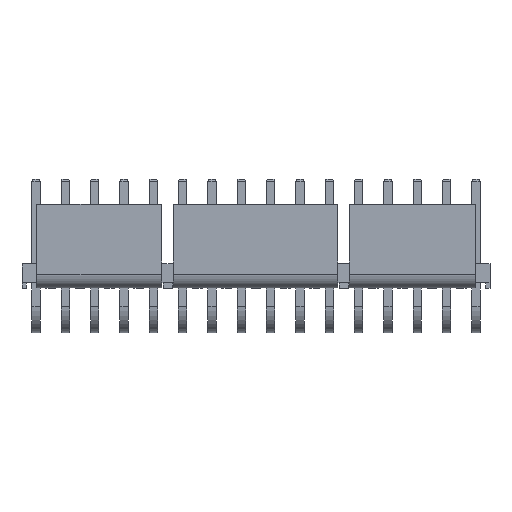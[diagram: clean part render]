
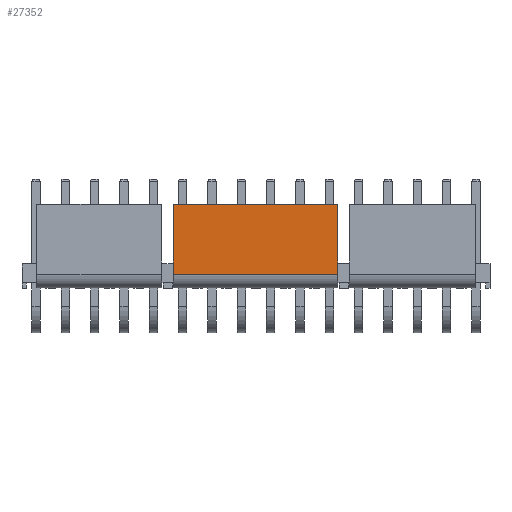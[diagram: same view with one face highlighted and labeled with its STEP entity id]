
A CAD part, top view. The second image highlights one B-rep face of the part: STEP entity #27352.
In plain terms, the highlighted planar face has unit normal (0, 0, 1).
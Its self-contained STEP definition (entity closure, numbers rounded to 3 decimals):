
#4204 = PLANE('',#4205);
#4205 = AXIS2_PLACEMENT_3D('',#4206,#4207,#4208);
#4206 = CARTESIAN_POINT('',(40.713,19.345,10.01));
#4207 = DIRECTION('',(-1.,0.,0.));
#4208 = DIRECTION('',(0.,-1.,0.));
#4818 = PLANE('',#4819);
#4819 = AXIS2_PLACEMENT_3D('',#4820,#4821,#4822);
#4820 = CARTESIAN_POINT('',(18.537,4.715,10.01));
#4821 = DIRECTION('',(1.,0.,0.));
#4822 = DIRECTION('',(0.,1.,0.));
#12911 = EDGE_CURVE('',#12912,#12914,#12916,.T.);
#12912 = VERTEX_POINT('',#12913);
#12913 = CARTESIAN_POINT('',(18.537,7.32,10.01));
#12914 = VERTEX_POINT('',#12915);
#12915 = CARTESIAN_POINT('',(18.537,16.74,10.01));
#12916 = SURFACE_CURVE('',#12917,(#12921,#12928),.PCURVE_S1.);
#12917 = LINE('',#12918,#12919);
#12918 = CARTESIAN_POINT('',(18.537,4.715,10.01));
#12919 = VECTOR('',#12920,1.);
#12920 = DIRECTION('',(0.,1.,0.));
#12921 = PCURVE('',#4818,#12922);
#12922 = DEFINITIONAL_REPRESENTATION('',(#12923),#12927);
#12923 = LINE('',#12924,#12925);
#12924 = CARTESIAN_POINT('',(0.,0.));
#12925 = VECTOR('',#12926,1.);
#12926 = DIRECTION('',(1.,0.));
#12927 = ( GEOMETRIC_REPRESENTATION_CONTEXT(2)
PARAMETRIC_REPRESENTATION_CONTEXT() REPRESENTATION_CONTEXT('2D SPACE',''
) );
#12928 = PCURVE('',#12929,#12934);
#12929 = PLANE('',#12930);
#12930 = AXIS2_PLACEMENT_3D('',#12931,#12932,#12933);
#12931 = CARTESIAN_POINT('',(61.305,16.74,10.01));
#12932 = DIRECTION('',(0.,0.,1.));
#12933 = DIRECTION('',(0.,-1.,0.));
#12934 = DEFINITIONAL_REPRESENTATION('',(#12935),#12939);
#12935 = LINE('',#12936,#12937);
#12936 = CARTESIAN_POINT('',(12.025,-42.768));
#12937 = VECTOR('',#12938,1.);
#12938 = DIRECTION('',(-1.,0.));
#12939 = ( GEOMETRIC_REPRESENTATION_CONTEXT(2)
PARAMETRIC_REPRESENTATION_CONTEXT() REPRESENTATION_CONTEXT('2D SPACE',''
) );
#12958 = CYLINDRICAL_SURFACE('',#12959,1.948);
#12959 = AXIS2_PLACEMENT_3D('',#12960,#12961,#12962);
#12960 = CARTESIAN_POINT('',(61.305,7.357,8.063));
#12961 = DIRECTION('',(1.,0.,0.));
#12962 = DIRECTION('',(0.,-0.019,
1.));
#13190 = PLANE('',#13191);
#13191 = AXIS2_PLACEMENT_3D('',#13192,#13193,#13194);
#13192 = CARTESIAN_POINT('',(61.305,16.74,9.24));
#13193 = DIRECTION('',(0.,1.,0.));
#13194 = DIRECTION('',(0.,0.,1.));
#14506 = EDGE_CURVE('',#14507,#14509,#14511,.T.);
#14507 = VERTEX_POINT('',#14508);
#14508 = CARTESIAN_POINT('',(40.713,16.74,10.01));
#14509 = VERTEX_POINT('',#14510);
#14510 = CARTESIAN_POINT('',(40.713,7.32,10.01));
#14511 = SURFACE_CURVE('',#14512,(#14516,#14523),.PCURVE_S1.);
#14512 = LINE('',#14513,#14514);
#14513 = CARTESIAN_POINT('',(40.713,19.345,10.01));
#14514 = VECTOR('',#14515,1.);
#14515 = DIRECTION('',(0.,-1.,0.));
#14516 = PCURVE('',#4204,#14517);
#14517 = DEFINITIONAL_REPRESENTATION('',(#14518),#14522);
#14518 = LINE('',#14519,#14520);
#14519 = CARTESIAN_POINT('',(0.,0.));
#14520 = VECTOR('',#14521,1.);
#14521 = DIRECTION('',(1.,0.));
#14522 = ( GEOMETRIC_REPRESENTATION_CONTEXT(2)
PARAMETRIC_REPRESENTATION_CONTEXT() REPRESENTATION_CONTEXT('2D SPACE',''
) );
#14523 = PCURVE('',#12929,#14524);
#14524 = DEFINITIONAL_REPRESENTATION('',(#14525),#14529);
#14525 = LINE('',#14526,#14527);
#14526 = CARTESIAN_POINT('',(-2.605,-20.592));
#14527 = VECTOR('',#14528,1.);
#14528 = DIRECTION('',(1.,0.));
#14529 = ( GEOMETRIC_REPRESENTATION_CONTEXT(2)
PARAMETRIC_REPRESENTATION_CONTEXT() REPRESENTATION_CONTEXT('2D SPACE',''
) );
#27352 = ADVANCED_FACE('',(#27353),#12929,.T.);
#27353 = FACE_BOUND('',#27354,.T.);
#27354 = EDGE_LOOP('',(#27355,#27356,#27377,#27378));
#27355 = ORIENTED_EDGE('',*,*,#14506,.F.);
#27356 = ORIENTED_EDGE('',*,*,#27357,.T.);
#27357 = EDGE_CURVE('',#14507,#12914,#27358,.T.);
#27358 = SURFACE_CURVE('',#27359,(#27363,#27370),.PCURVE_S1.);
#27359 = LINE('',#27360,#27361);
#27360 = CARTESIAN_POINT('',(61.305,16.74,10.01));
#27361 = VECTOR('',#27362,1.);
#27362 = DIRECTION('',(-1.,0.,0.));
#27363 = PCURVE('',#12929,#27364);
#27364 = DEFINITIONAL_REPRESENTATION('',(#27365),#27369);
#27365 = LINE('',#27366,#27367);
#27366 = CARTESIAN_POINT('',(0.,0.));
#27367 = VECTOR('',#27368,1.);
#27368 = DIRECTION('',(0.,-1.));
#27369 = ( GEOMETRIC_REPRESENTATION_CONTEXT(2)
PARAMETRIC_REPRESENTATION_CONTEXT() REPRESENTATION_CONTEXT('2D SPACE',''
) );
#27370 = PCURVE('',#13190,#27371);
#27371 = DEFINITIONAL_REPRESENTATION('',(#27372),#27376);
#27372 = LINE('',#27373,#27374);
#27373 = CARTESIAN_POINT('',(0.77,0.));
#27374 = VECTOR('',#27375,1.);
#27375 = DIRECTION('',(0.,-1.));
#27376 = ( GEOMETRIC_REPRESENTATION_CONTEXT(2)
PARAMETRIC_REPRESENTATION_CONTEXT() REPRESENTATION_CONTEXT('2D SPACE',''
) );
#27377 = ORIENTED_EDGE('',*,*,#12911,.F.);
#27378 = ORIENTED_EDGE('',*,*,#27379,.F.);
#27379 = EDGE_CURVE('',#14509,#12912,#27380,.T.);
#27380 = SURFACE_CURVE('',#27381,(#27385,#27392),.PCURVE_S1.);
#27381 = LINE('',#27382,#27383);
#27382 = CARTESIAN_POINT('',(61.305,7.32,10.01));
#27383 = VECTOR('',#27384,1.);
#27384 = DIRECTION('',(-1.,0.,0.));
#27385 = PCURVE('',#12929,#27386);
#27386 = DEFINITIONAL_REPRESENTATION('',(#27387),#27391);
#27387 = LINE('',#27388,#27389);
#27388 = CARTESIAN_POINT('',(9.42,0.));
#27389 = VECTOR('',#27390,1.);
#27390 = DIRECTION('',(0.,-1.));
#27391 = ( GEOMETRIC_REPRESENTATION_CONTEXT(2)
PARAMETRIC_REPRESENTATION_CONTEXT() REPRESENTATION_CONTEXT('2D SPACE',''
) );
#27392 = PCURVE('',#12958,#27393);
#27393 = DEFINITIONAL_REPRESENTATION('',(#27394),#27398);
#27394 = LINE('',#27395,#27396);
#27395 = CARTESIAN_POINT('',(0.,0.));
#27396 = VECTOR('',#27397,1.);
#27397 = DIRECTION('',(0.,-1.));
#27398 = ( GEOMETRIC_REPRESENTATION_CONTEXT(2)
PARAMETRIC_REPRESENTATION_CONTEXT() REPRESENTATION_CONTEXT('2D SPACE',''
) );
